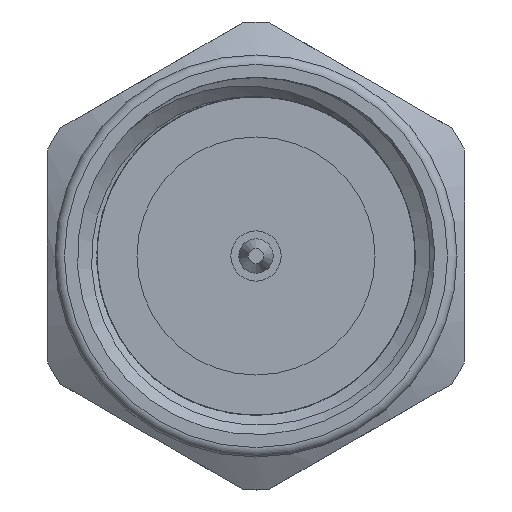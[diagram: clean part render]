
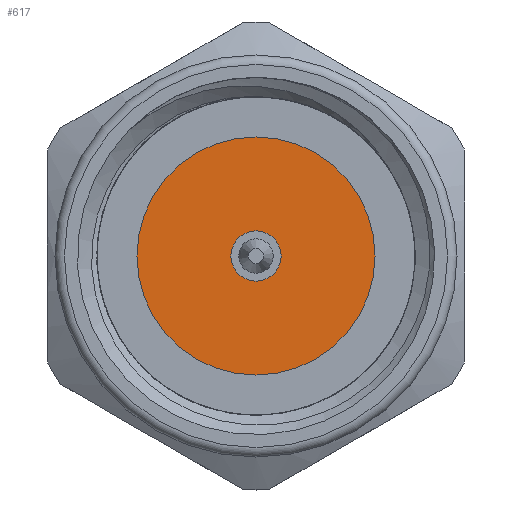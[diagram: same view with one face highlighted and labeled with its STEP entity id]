
A CAD part, left-side view. The second image highlights one B-rep face of the part: STEP entity #617.
In plain terms, the highlighted planar face has unit normal (-1, 0, 0).
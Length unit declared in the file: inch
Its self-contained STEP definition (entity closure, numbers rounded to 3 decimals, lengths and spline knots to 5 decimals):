
#248 = ORIENTED_EDGE ( 'NONE', *, *, #2498, .T. ) ;
#291 = EDGE_CURVE ( 'NONE', #4331, #4331, #850, .T. ) ;
#378 = EDGE_LOOP ( 'NONE', ( #248 ) ) ;
#617 = ADVANCED_FACE ( 'NONE', ( #3372, #4585 ), #1279, .T. ) ;
#703 = ORIENTED_EDGE ( 'NONE', *, *, #291, .F. ) ;
#850 = CIRCLE ( 'NONE', #3360, 0.02635 ) ;
#865 = CARTESIAN_POINT ( 'NONE',  ( 0.21301, 0., 0. ) ) ;
#911 = DIRECTION ( 'NONE',  ( -1., 0., 0. ) ) ;
#1279 = PLANE ( 'NONE',  #2849 ) ;
#1474 = DIRECTION ( 'NONE',  ( -1., 0., 0. ) ) ;
#1689 = CARTESIAN_POINT ( 'NONE',  ( 0.21301, 0., 0.02635 ) ) ;
#1919 = DIRECTION ( 'NONE',  ( 0., 0., 1. ) ) ;
#2077 = DIRECTION ( 'NONE',  ( -1., 0., 0. ) ) ;
#2498 = EDGE_CURVE ( 'NONE', #4450, #4450, #3656, .T. ) ;
#2849 = AXIS2_PLACEMENT_3D ( 'NONE', #865, #2077, #3232 ) ;
#2872 = AXIS2_PLACEMENT_3D ( 'NONE', #3466, #1474, #1919 ) ;
#3232 = DIRECTION ( 'NONE',  ( 0., 0., 1. ) ) ;
#3298 = CARTESIAN_POINT ( 'NONE',  ( 0.21301, 0., 0. ) ) ;
#3360 = AXIS2_PLACEMENT_3D ( 'NONE', #3298, #911, #3692 ) ;
#3372 = FACE_BOUND ( 'NONE', #3675, .T. ) ;
#3466 = CARTESIAN_POINT ( 'NONE',  ( 0.21301, 0., 0. ) ) ;
#3656 = CIRCLE ( 'NONE', #2872, 0.125 ) ;
#3675 = EDGE_LOOP ( 'NONE', ( #703 ) ) ;
#3692 = DIRECTION ( 'NONE',  ( 0., 0., 1. ) ) ;
#4120 = CARTESIAN_POINT ( 'NONE',  ( 0.21301, 0., 0.125 ) ) ;
#4331 = VERTEX_POINT ( 'NONE', #1689 ) ;
#4450 = VERTEX_POINT ( 'NONE', #4120 ) ;
#4585 = FACE_OUTER_BOUND ( 'NONE', #378, .T. ) ;
